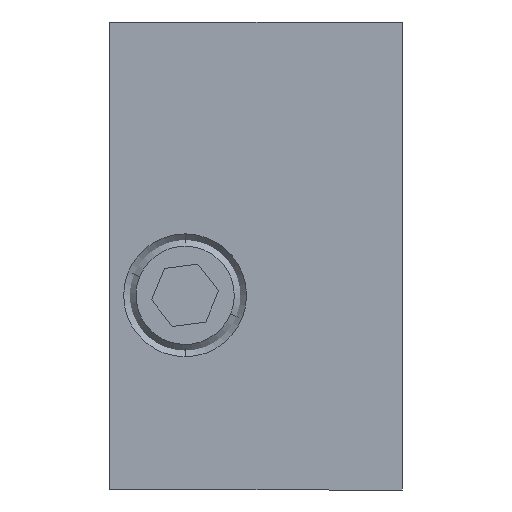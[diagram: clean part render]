
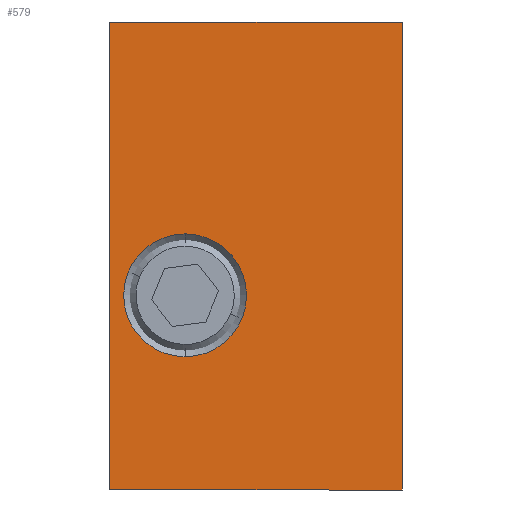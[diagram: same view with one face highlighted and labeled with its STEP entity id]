
A CAD part, left-side view. The second image highlights one B-rep face of the part: STEP entity #579.
In plain terms, the highlighted planar face has unit normal (-1, 0, 0).
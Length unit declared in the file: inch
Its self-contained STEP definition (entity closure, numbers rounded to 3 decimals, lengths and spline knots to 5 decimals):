
#188 = EDGE_CURVE ( 'NONE', #9294, #5390, #3620, .T. ) ;
#216 = CARTESIAN_POINT ( 'NONE',  ( -3.077, 0., -1. ) ) ;
#543 = CARTESIAN_POINT ( 'NONE',  ( -3.077, 0.625, -1. ) ) ;
#579 = ADVANCED_FACE ( 'NONE', ( #4068, #8642 ), #8683, .T. ) ;
#651 = CARTESIAN_POINT ( 'NONE',  ( -3.077, 0.625, 0. ) ) ;
#674 = ORIENTED_EDGE ( 'NONE', *, *, #2287, .F. ) ;
#717 = EDGE_CURVE ( 'NONE', #847, #3998, #3511, .T. ) ;
#847 = VERTEX_POINT ( 'NONE', #216 ) ;
#929 = CARTESIAN_POINT ( 'NONE',  ( -3.077, 0., 0. ) ) ;
#1151 = CARTESIAN_POINT ( 'NONE',  ( -3.077, 0., 0. ) ) ;
#1191 = ORIENTED_EDGE ( 'NONE', *, *, #717, .F. ) ;
#1380 = CARTESIAN_POINT ( 'NONE',  ( -3.077, 0., 0. ) ) ;
#1497 = DIRECTION ( 'NONE',  ( 0., 0., 1. ) ) ;
#1557 = VECTOR ( 'NONE', #7491, 39.37008 ) ;
#1591 = DIRECTION ( 'NONE',  ( 0., 1., 0. ) ) ;
#1853 = LINE ( 'NONE', #3081, #2206 ) ;
#2118 = ORIENTED_EDGE ( 'NONE', *, *, #3880, .F. ) ;
#2139 = DIRECTION ( 'NONE',  ( -1., 0., 0. ) ) ;
#2206 = VECTOR ( 'NONE', #1497, 39.37008 ) ;
#2287 = EDGE_CURVE ( 'NONE', #7160, #847, #4725, .T. ) ;
#2576 = ORIENTED_EDGE ( 'NONE', *, *, #9087, .F. ) ;
#2684 = DIRECTION ( 'NONE',  ( 0., 0., 1. ) ) ;
#3081 = CARTESIAN_POINT ( 'NONE',  ( -3.077, 0.625, 0. ) ) ;
#3167 = VECTOR ( 'NONE', #1591, 39.37008 ) ;
#3344 = DIRECTION ( 'NONE',  ( -1., 0., 0. ) ) ;
#3346 = CARTESIAN_POINT ( 'NONE',  ( -3.077, 0.625, 0. ) ) ;
#3511 = LINE ( 'NONE', #3801, #3167 ) ;
#3547 = DIRECTION ( 'NONE',  ( 0., 0., 1. ) ) ;
#3620 = CIRCLE ( 'NONE', #3989, 0.13125 ) ;
#3734 = CIRCLE ( 'NONE', #9009, 0.13125 ) ;
#3801 = CARTESIAN_POINT ( 'NONE',  ( -3.077, 0., -1. ) ) ;
#3880 = EDGE_CURVE ( 'NONE', #9185, #7160, #6265, .T. ) ;
#3965 = ORIENTED_EDGE ( 'NONE', *, *, #5162, .F. ) ;
#3989 = AXIS2_PLACEMENT_3D ( 'NONE', #5054, #6427, #5788 ) ;
#3998 = VERTEX_POINT ( 'NONE', #543 ) ;
#4068 = FACE_BOUND ( 'NONE', #4664, .T. ) ;
#4664 = EDGE_LOOP ( 'NONE', ( #3965, #8551 ) ) ;
#4725 = LINE ( 'NONE', #929, #1557 ) ;
#5054 = CARTESIAN_POINT ( 'NONE',  ( -3.077, 0.464, -0.584 ) ) ;
#5162 = EDGE_CURVE ( 'NONE', #5390, #9294, #3734, .T. ) ;
#5390 = VERTEX_POINT ( 'NONE', #5617 ) ;
#5617 = CARTESIAN_POINT ( 'NONE',  ( -3.077, 0.464, -0.45275 ) ) ;
#5788 = DIRECTION ( 'NONE',  ( 0., 0., 1. ) ) ;
#5816 = AXIS2_PLACEMENT_3D ( 'NONE', #651, #2139, #3547 ) ;
#5945 = EDGE_LOOP ( 'NONE', ( #2118, #2576, #1191, #674 ) ) ;
#6136 = DIRECTION ( 'NONE',  ( 0., -1., 0. ) ) ;
#6265 = LINE ( 'NONE', #1151, #9016 ) ;
#6427 = DIRECTION ( 'NONE',  ( -1., 0., 0. ) ) ;
#6476 = CARTESIAN_POINT ( 'NONE',  ( -3.077, 0.464, -0.71525 ) ) ;
#7160 = VERTEX_POINT ( 'NONE', #1380 ) ;
#7491 = DIRECTION ( 'NONE',  ( 0., 0., -1. ) ) ;
#7719 = CARTESIAN_POINT ( 'NONE',  ( -3.077, 0.464, -0.584 ) ) ;
#8551 = ORIENTED_EDGE ( 'NONE', *, *, #188, .F. ) ;
#8642 = FACE_OUTER_BOUND ( 'NONE', #5945, .T. ) ;
#8683 = PLANE ( 'NONE',  #5816 ) ;
#9009 = AXIS2_PLACEMENT_3D ( 'NONE', #7719, #3344, #2684 ) ;
#9016 = VECTOR ( 'NONE', #6136, 39.37008 ) ;
#9087 = EDGE_CURVE ( 'NONE', #3998, #9185, #1853, .T. ) ;
#9185 = VERTEX_POINT ( 'NONE', #3346 ) ;
#9294 = VERTEX_POINT ( 'NONE', #6476 ) ;
